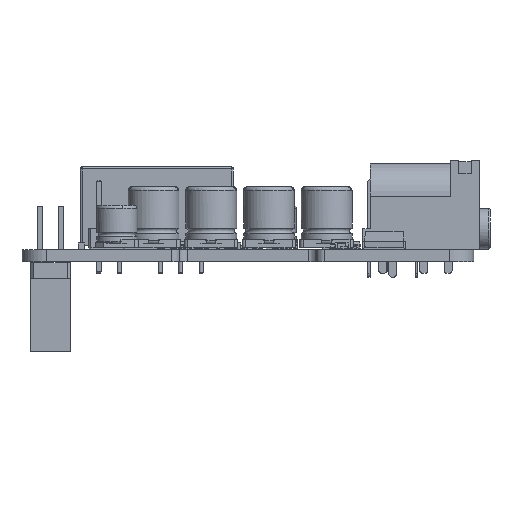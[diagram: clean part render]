
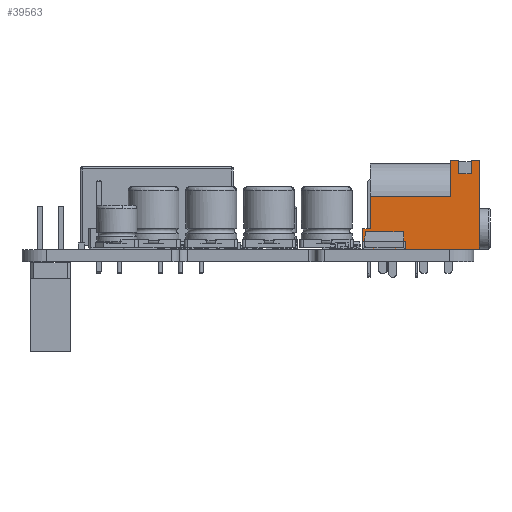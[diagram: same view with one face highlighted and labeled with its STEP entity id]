
A CAD part, left-side view. The second image highlights one B-rep face of the part: STEP entity #39563.
In plain terms, the highlighted face is planar.
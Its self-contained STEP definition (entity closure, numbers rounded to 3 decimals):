
#38890 = VERTEX_POINT('',#38891);
#38891 = CARTESIAN_POINT('',(4.5,2.5,5.8));
#38908 = VERTEX_POINT('',#38909);
#38909 = CARTESIAN_POINT('',(4.5,2.5,6.7));
#38915 = EDGE_CURVE('',#38890,#38908,#38916,.T.);
#38916 = LINE('',#38917,#38918);
#38917 = CARTESIAN_POINT('',(4.5,2.5,5.8));
#38918 = VECTOR('',#38919,1.);
#38919 = DIRECTION('',(0.,0.,1.));
#38939 = VERTEX_POINT('',#38940);
#38940 = CARTESIAN_POINT('',(4.5,0.,6.7));
#38946 = EDGE_CURVE('',#38908,#38939,#38947,.T.);
#38947 = LINE('',#38948,#38949);
#38948 = CARTESIAN_POINT('',(4.5,2.5,6.7));
#38949 = VECTOR('',#38950,1.);
#38950 = DIRECTION('',(0.,-1.,0.));
#39011 = VERTEX_POINT('',#39012);
#39012 = CARTESIAN_POINT('',(4.5,6.5,5.8));
#39018 = EDGE_CURVE('',#39019,#39011,#39021,.T.);
#39019 = VERTEX_POINT('',#39020);
#39020 = CARTESIAN_POINT('',(4.5,6.5,-4.2));
#39021 = LINE('',#39022,#39023);
#39022 = CARTESIAN_POINT('',(4.5,6.5,-4.2));
#39023 = VECTOR('',#39024,1.);
#39024 = DIRECTION('',(0.,0.,1.));
#39048 = EDGE_CURVE('',#39049,#39019,#39051,.T.);
#39049 = VERTEX_POINT('',#39050);
#39050 = CARTESIAN_POINT('',(4.5,11.,-4.2));
#39051 = LINE('',#39052,#39053);
#39052 = CARTESIAN_POINT('',(4.5,11.,-4.2));
#39053 = VECTOR('',#39054,1.);
#39054 = DIRECTION('',(0.,-1.,0.));
#39152 = EDGE_CURVE('',#39011,#38890,#39153,.T.);
#39153 = LINE('',#39154,#39155);
#39154 = CARTESIAN_POINT('',(4.5,6.5,5.8));
#39155 = VECTOR('',#39156,1.);
#39156 = DIRECTION('',(0.,-1.,0.));
#39295 = VERTEX_POINT('',#39296);
#39296 = CARTESIAN_POINT('',(4.5,0.,-7.7));
#39302 = EDGE_CURVE('',#38939,#39295,#39303,.T.);
#39303 = LINE('',#39304,#39305);
#39304 = CARTESIAN_POINT('',(4.5,0.,6.7));
#39305 = VECTOR('',#39306,1.);
#39306 = DIRECTION('',(0.,0.,-1.));
#39335 = VERTEX_POINT('',#39336);
#39336 = CARTESIAN_POINT('',(4.5,11.,-7.7));
#39342 = EDGE_CURVE('',#39295,#39335,#39343,.T.);
#39343 = LINE('',#39344,#39345);
#39344 = CARTESIAN_POINT('',(4.5,0.,-7.7));
#39345 = VECTOR('',#39346,1.);
#39346 = DIRECTION('',(0.,1.,0.));
#39366 = VERTEX_POINT('',#39367);
#39367 = CARTESIAN_POINT('',(4.5,11.,-6.7));
#39373 = EDGE_CURVE('',#39335,#39366,#39374,.T.);
#39374 = LINE('',#39375,#39376);
#39375 = CARTESIAN_POINT('',(4.5,11.,-7.7));
#39376 = VECTOR('',#39377,1.);
#39377 = DIRECTION('',(0.,0.,1.));
#39429 = VERTEX_POINT('',#39430);
#39430 = CARTESIAN_POINT('',(4.5,9.3,-6.7));
#39436 = EDGE_CURVE('',#39366,#39429,#39437,.T.);
#39437 = LINE('',#39438,#39439);
#39438 = CARTESIAN_POINT('',(4.5,11.,-6.7));
#39439 = VECTOR('',#39440,1.);
#39440 = DIRECTION('',(0.,-1.,0.));
#39493 = VERTEX_POINT('',#39494);
#39494 = CARTESIAN_POINT('',(4.5,11.,-5.2));
#39500 = EDGE_CURVE('',#39501,#39493,#39503,.T.);
#39501 = VERTEX_POINT('',#39502);
#39502 = CARTESIAN_POINT('',(4.5,9.3,-5.2));
#39503 = LINE('',#39504,#39505);
#39504 = CARTESIAN_POINT('',(4.5,10.8,-5.2));
#39505 = VECTOR('',#39506,1.);
#39506 = DIRECTION('',(0.,1.,0.));
#39552 = EDGE_CURVE('',#39493,#39049,#39553,.T.);
#39553 = LINE('',#39554,#39555);
#39554 = CARTESIAN_POINT('',(4.5,11.,-5.2));
#39555 = VECTOR('',#39556,1.);
#39556 = DIRECTION('',(0.,0.,1.));
#39563 = ADVANCED_FACE('',(#39564),#39583,.T.);
#39564 = FACE_BOUND('',#39565,.T.);
#39565 = EDGE_LOOP('',(#39566,#39572,#39573,#39574,#39575,#39576,#39577,
    #39578,#39579,#39580,#39581,#39582));
#39566 = ORIENTED_EDGE('',*,*,#39567,.F.);
#39567 = EDGE_CURVE('',#39501,#39429,#39568,.T.);
#39568 = LINE('',#39569,#39570);
#39569 = CARTESIAN_POINT('',(4.5,9.3,-5.2));
#39570 = VECTOR('',#39571,1.);
#39571 = DIRECTION('',(0.,0.,-1.));
#39572 = ORIENTED_EDGE('',*,*,#39500,.T.);
#39573 = ORIENTED_EDGE('',*,*,#39552,.T.);
#39574 = ORIENTED_EDGE('',*,*,#39048,.T.);
#39575 = ORIENTED_EDGE('',*,*,#39018,.T.);
#39576 = ORIENTED_EDGE('',*,*,#39152,.T.);
#39577 = ORIENTED_EDGE('',*,*,#38915,.T.);
#39578 = ORIENTED_EDGE('',*,*,#38946,.T.);
#39579 = ORIENTED_EDGE('',*,*,#39302,.T.);
#39580 = ORIENTED_EDGE('',*,*,#39342,.T.);
#39581 = ORIENTED_EDGE('',*,*,#39373,.T.);
#39582 = ORIENTED_EDGE('',*,*,#39436,.T.);
#39583 = PLANE('',#39584);
#39584 = AXIS2_PLACEMENT_3D('',#39585,#39586,#39587);
#39585 = CARTESIAN_POINT('',(4.5,0.,0.));
#39586 = DIRECTION('',(1.,0.,-0.));
#39587 = DIRECTION('',(-0.,0.,-1.));
